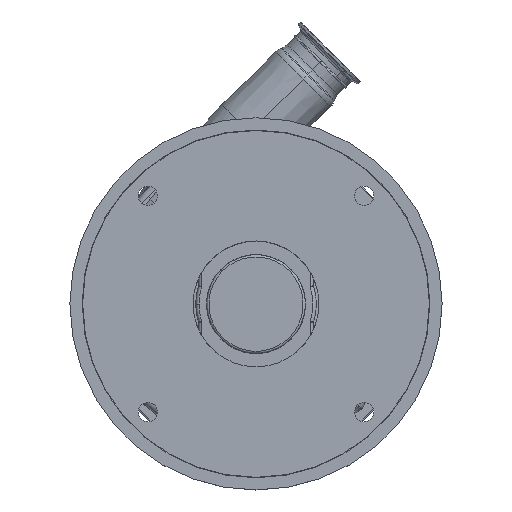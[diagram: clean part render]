
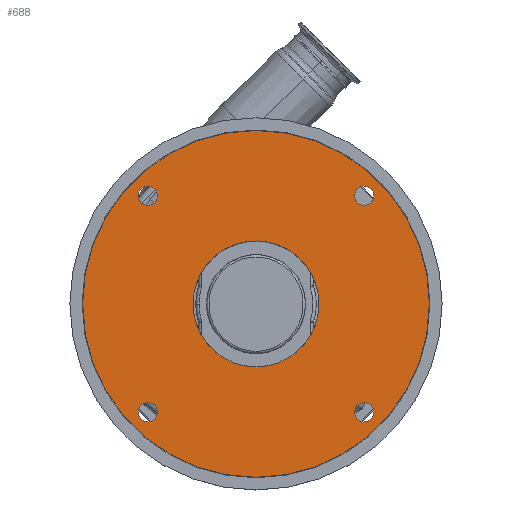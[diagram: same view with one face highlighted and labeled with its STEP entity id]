
A CAD part, top view. The second image highlights one B-rep face of the part: STEP entity #688.
In plain terms, the highlighted planar face has unit normal (0, 0, 1).
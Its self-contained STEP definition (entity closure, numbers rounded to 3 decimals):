
#2 = CARTESIAN_POINT ( 'NONE',  ( -98.783, 98.783, 190.5 ) ) ;
#10 = VERTEX_POINT ( 'NONE', #6175 ) ;
#244 = FACE_BOUND ( 'NONE', #8904, .T. ) ;
#284 = CARTESIAN_POINT ( 'NONE',  ( 0., 0., 190.5 ) ) ;
#291 = CARTESIAN_POINT ( 'NONE',  ( 98.783, -98.783, 190.5 ) ) ;
#317 = CIRCLE ( 'NONE', #12118, 8.75 ) ;
#319 = DIRECTION ( 'NONE',  ( 0., 0., 1. ) ) ;
#356 = VERTEX_POINT ( 'NONE', #2172 ) ;
#430 = AXIS2_PLACEMENT_3D ( 'NONE', #2, #8584, #2244 ) ;
#469 = CIRCLE ( 'NONE', #9183, 8.75 ) ;
#688 = ADVANCED_FACE ( 'NONE', ( #1034, #6566, #6489, #13764, #1753, #244 ), #12784, .T. ) ;
#837 = CARTESIAN_POINT ( 'NONE',  ( 107.533, 98.783, 190.5 ) ) ;
#967 = DIRECTION ( 'NONE',  ( 0., 0., 1. ) ) ;
#1034 = FACE_OUTER_BOUND ( 'NONE', #12345, .T. ) ;
#1189 = CIRCLE ( 'NONE', #5066, 8.75 ) ;
#1308 = DIRECTION ( 'NONE',  ( 1., 0., 0. ) ) ;
#1600 = EDGE_CURVE ( 'NONE', #15633, #6837, #15738, .T. ) ;
#1753 = FACE_BOUND ( 'NONE', #12462, .T. ) ;
#1889 = CARTESIAN_POINT ( 'NONE',  ( 0., 0., 190.5 ) ) ;
#2060 = AXIS2_PLACEMENT_3D ( 'NONE', #8902, #319, #5369 ) ;
#2172 = CARTESIAN_POINT ( 'NONE',  ( 90.033, -98.783, 190.5 ) ) ;
#2234 = CIRCLE ( 'NONE', #8911, 158.4 ) ;
#2244 = DIRECTION ( 'NONE',  ( 1., 0., 0. ) ) ;
#2402 = AXIS2_PLACEMENT_3D ( 'NONE', #11190, #5167, #14394 ) ;
#2601 = DIRECTION ( 'NONE',  ( 0., 0., 1. ) ) ;
#2734 = DIRECTION ( 'NONE',  ( 1., 0., 0. ) ) ;
#2735 = CIRCLE ( 'NONE', #430, 8.75 ) ;
#3085 = ORIENTED_EDGE ( 'NONE', *, *, #7775, .F. ) ;
#3294 = EDGE_CURVE ( 'NONE', #11436, #3480, #317, .T. ) ;
#3480 = VERTEX_POINT ( 'NONE', #11117 ) ;
#3574 = DIRECTION ( 'NONE',  ( 0., 0., 1. ) ) ;
#3686 = ORIENTED_EDGE ( 'NONE', *, *, #3294, .F. ) ;
#4034 = AXIS2_PLACEMENT_3D ( 'NONE', #284, #2601, #1308 ) ;
#4103 = CARTESIAN_POINT ( 'NONE',  ( -107.533, -98.783, 190.5 ) ) ;
#4255 = AXIS2_PLACEMENT_3D ( 'NONE', #6077, #5030, #13663 ) ;
#4263 = AXIS2_PLACEMENT_3D ( 'NONE', #13493, #3574, #7340 ) ;
#4313 = DIRECTION ( 'NONE',  ( 1., 0., 0. ) ) ;
#4493 = VERTEX_POINT ( 'NONE', #9082 ) ;
#4590 = CARTESIAN_POINT ( 'NONE',  ( 98.783, 98.783, 190.5 ) ) ;
#4999 = VERTEX_POINT ( 'NONE', #14057 ) ;
#5030 = DIRECTION ( 'NONE',  ( 0., 0., 1. ) ) ;
#5066 = AXIS2_PLACEMENT_3D ( 'NONE', #291, #5190, #10250 ) ;
#5167 = DIRECTION ( 'NONE',  ( 0., 0., 1. ) ) ;
#5190 = DIRECTION ( 'NONE',  ( 0., 0., 1. ) ) ;
#5302 = DIRECTION ( 'NONE',  ( 0., 0., 1. ) ) ;
#5369 = DIRECTION ( 'NONE',  ( 1., 0., 0. ) ) ;
#5609 = CARTESIAN_POINT ( 'NONE',  ( -98.783, 98.783, 190.5 ) ) ;
#5764 = EDGE_CURVE ( 'NONE', #12182, #4999, #13792, .T. ) ;
#5832 = ORIENTED_EDGE ( 'NONE', *, *, #1600, .F. ) ;
#6077 = CARTESIAN_POINT ( 'NONE',  ( 0., 0., 190.5 ) ) ;
#6175 = CARTESIAN_POINT ( 'NONE',  ( 107.533, -98.783, 190.5 ) ) ;
#6321 = CIRCLE ( 'NONE', #4263, 8.75 ) ;
#6399 = VERTEX_POINT ( 'NONE', #4103 ) ;
#6489 = FACE_BOUND ( 'NONE', #8181, .T. ) ;
#6566 = FACE_BOUND ( 'NONE', #15059, .T. ) ;
#6727 = EDGE_CURVE ( 'NONE', #356, #10, #1189, .T. ) ;
#6743 = ORIENTED_EDGE ( 'NONE', *, *, #13447, .F. ) ;
#6837 = VERTEX_POINT ( 'NONE', #8743 ) ;
#7155 = ORIENTED_EDGE ( 'NONE', *, *, #12865, .F. ) ;
#7340 = DIRECTION ( 'NONE',  ( 1., 0., 0. ) ) ;
#7509 = VERTEX_POINT ( 'NONE', #10435 ) ;
#7529 = ORIENTED_EDGE ( 'NONE', *, *, #13836, .F. ) ;
#7545 = DIRECTION ( 'NONE',  ( 0., 0., 1. ) ) ;
#7681 = CIRCLE ( 'NONE', #12587, 8.75 ) ;
#7730 = ORIENTED_EDGE ( 'NONE', *, *, #14326, .T. ) ;
#7775 = EDGE_CURVE ( 'NONE', #7509, #6399, #469, .T. ) ;
#8181 = EDGE_LOOP ( 'NONE', ( #3085, #7155 ) ) ;
#8184 = ORIENTED_EDGE ( 'NONE', *, *, #15112, .F. ) ;
#8342 = ORIENTED_EDGE ( 'NONE', *, *, #9479, .F. ) ;
#8401 = DIRECTION ( 'NONE',  ( 0., 0., 1. ) ) ;
#8434 = AXIS2_PLACEMENT_3D ( 'NONE', #4590, #967, #11902 ) ;
#8584 = DIRECTION ( 'NONE',  ( 0., 0., 1. ) ) ;
#8743 = CARTESIAN_POINT ( 'NONE',  ( 57.5, 0., 190.5 ) ) ;
#8902 = CARTESIAN_POINT ( 'NONE',  ( 0., 0., 190.5 ) ) ;
#8904 = EDGE_LOOP ( 'NONE', ( #7529, #5832 ) ) ;
#8911 = AXIS2_PLACEMENT_3D ( 'NONE', #1889, #10494, #4313 ) ;
#8952 = ORIENTED_EDGE ( 'NONE', *, *, #15888, .F. ) ;
#9082 = CARTESIAN_POINT ( 'NONE',  ( -90.033, 98.783, 190.5 ) ) ;
#9150 = CIRCLE ( 'NONE', #4034, 57.5 ) ;
#9183 = AXIS2_PLACEMENT_3D ( 'NONE', #11141, #8401, #10981 ) ;
#9479 = EDGE_CURVE ( 'NONE', #10, #356, #10619, .T. ) ;
#10250 = DIRECTION ( 'NONE',  ( 1., 0., 0. ) ) ;
#10278 = DIRECTION ( 'NONE',  ( 1., 0., 0. ) ) ;
#10435 = CARTESIAN_POINT ( 'NONE',  ( -90.033, -98.783, 190.5 ) ) ;
#10494 = DIRECTION ( 'NONE',  ( 0., 0., 1. ) ) ;
#10619 = CIRCLE ( 'NONE', #2402, 8.75 ) ;
#10981 = DIRECTION ( 'NONE',  ( 1., 0., 0. ) ) ;
#11117 = CARTESIAN_POINT ( 'NONE',  ( 90.033, 98.783, 190.5 ) ) ;
#11141 = CARTESIAN_POINT ( 'NONE',  ( -98.783, -98.783, 190.5 ) ) ;
#11190 = CARTESIAN_POINT ( 'NONE',  ( 98.783, -98.783, 190.5 ) ) ;
#11436 = VERTEX_POINT ( 'NONE', #837 ) ;
#11860 = AXIS2_PLACEMENT_3D ( 'NONE', #15155, #5302, #15380 ) ;
#11881 = VERTEX_POINT ( 'NONE', #15214 ) ;
#11902 = DIRECTION ( 'NONE',  ( 1., 0., 0. ) ) ;
#12118 = AXIS2_PLACEMENT_3D ( 'NONE', #14911, #7545, #2734 ) ;
#12182 = VERTEX_POINT ( 'NONE', #13137 ) ;
#12330 = CARTESIAN_POINT ( 'NONE',  ( -57.5, 0., 190.5 ) ) ;
#12345 = EDGE_LOOP ( 'NONE', ( #15002, #7730 ) ) ;
#12462 = EDGE_LOOP ( 'NONE', ( #3686, #8184 ) ) ;
#12587 = AXIS2_PLACEMENT_3D ( 'NONE', #5609, #13023, #10278 ) ;
#12784 = PLANE ( 'NONE',  #2060 ) ;
#12865 = EDGE_CURVE ( 'NONE', #6399, #7509, #6321, .T. ) ;
#13023 = DIRECTION ( 'NONE',  ( 0., 0., 1. ) ) ;
#13080 = ORIENTED_EDGE ( 'NONE', *, *, #6727, .F. ) ;
#13137 = CARTESIAN_POINT ( 'NONE',  ( 158.4, 0., 190.5 ) ) ;
#13447 = EDGE_CURVE ( 'NONE', #4493, #11881, #2735, .T. ) ;
#13493 = CARTESIAN_POINT ( 'NONE',  ( -98.783, -98.783, 190.5 ) ) ;
#13663 = DIRECTION ( 'NONE',  ( 1., 0., 0. ) ) ;
#13764 = FACE_BOUND ( 'NONE', #15870, .T. ) ;
#13792 = CIRCLE ( 'NONE', #4255, 158.4 ) ;
#13836 = EDGE_CURVE ( 'NONE', #6837, #15633, #9150, .T. ) ;
#14057 = CARTESIAN_POINT ( 'NONE',  ( -158.4, 0., 190.5 ) ) ;
#14326 = EDGE_CURVE ( 'NONE', #4999, #12182, #2234, .T. ) ;
#14394 = DIRECTION ( 'NONE',  ( 1., 0., 0. ) ) ;
#14911 = CARTESIAN_POINT ( 'NONE',  ( 98.783, 98.783, 190.5 ) ) ;
#15002 = ORIENTED_EDGE ( 'NONE', *, *, #5764, .T. ) ;
#15059 = EDGE_LOOP ( 'NONE', ( #6743, #8952 ) ) ;
#15112 = EDGE_CURVE ( 'NONE', #3480, #11436, #15410, .T. ) ;
#15155 = CARTESIAN_POINT ( 'NONE',  ( 0., 0., 190.5 ) ) ;
#15214 = CARTESIAN_POINT ( 'NONE',  ( -107.533, 98.783, 190.5 ) ) ;
#15380 = DIRECTION ( 'NONE',  ( 1., 0., 0. ) ) ;
#15410 = CIRCLE ( 'NONE', #8434, 8.75 ) ;
#15633 = VERTEX_POINT ( 'NONE', #12330 ) ;
#15738 = CIRCLE ( 'NONE', #11860, 57.5 ) ;
#15870 = EDGE_LOOP ( 'NONE', ( #8342, #13080 ) ) ;
#15888 = EDGE_CURVE ( 'NONE', #11881, #4493, #7681, .T. ) ;
